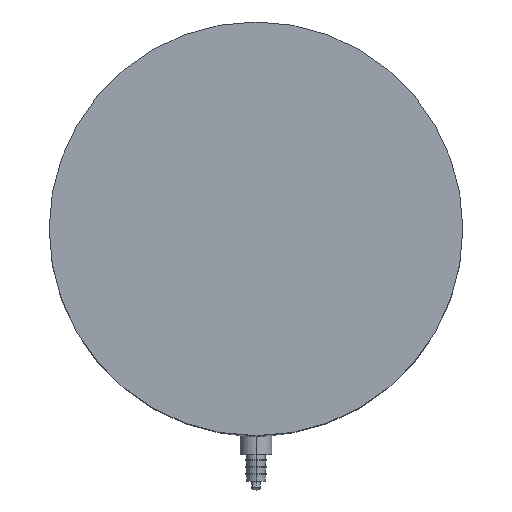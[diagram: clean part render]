
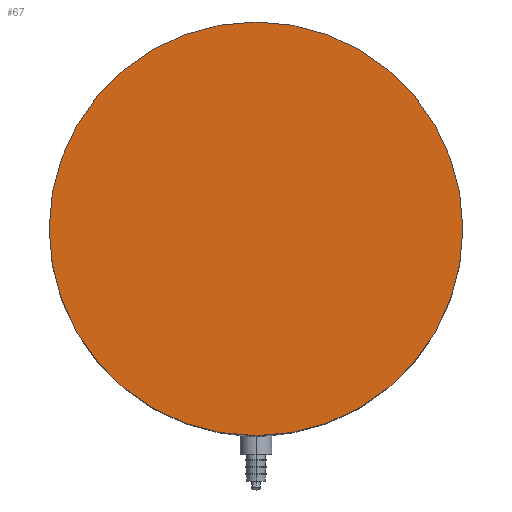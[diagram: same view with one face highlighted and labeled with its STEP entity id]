
A CAD part, top view. The second image highlights one B-rep face of the part: STEP entity #67.
In plain terms, the highlighted planar face has unit normal (0, 0, 1).
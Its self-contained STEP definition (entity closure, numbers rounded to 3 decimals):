
#39 = EDGE_CURVE ( 'NONE', #42, #62, #479, .T. ) ;
#41 = EDGE_CURVE ( 'NONE', #62, #42, #474, .T. ) ;
#42 = VERTEX_POINT ( 'NONE', #469 ) ;
#62 = VERTEX_POINT ( 'NONE', #502 ) ;
#67 = ADVANCED_FACE ( 'NONE', ( #491 ), #488, .T. ) ;
#68 = EDGE_LOOP ( 'NONE', ( #69, #70 ) ) ;
#69 = ORIENTED_EDGE ( 'NONE', *, *, #39, .T. ) ;
#70 = ORIENTED_EDGE ( 'NONE', *, *, #41, .T. ) ;
#469 = CARTESIAN_POINT ( 'NONE',  ( -124., 0., 200. ) ) ;
#470 = DIRECTION ( 'NONE',  ( 1., 0., 0. ) ) ;
#471 = DIRECTION ( 'NONE',  ( 0., 0., 1. ) ) ;
#472 = CARTESIAN_POINT ( 'NONE',  ( 0., 0., 200. ) ) ;
#473 = AXIS2_PLACEMENT_3D ( 'NONE', #472, #471, #470 ) ;
#474 = CIRCLE ( 'NONE', #473, 124. ) ;
#475 = DIRECTION ( 'NONE',  ( 1., 0., 0. ) ) ;
#476 = DIRECTION ( 'NONE',  ( 0., 0., 1. ) ) ;
#477 = CARTESIAN_POINT ( 'NONE',  ( 0., 0., 200. ) ) ;
#478 = AXIS2_PLACEMENT_3D ( 'NONE', #477, #476, #475 ) ;
#479 = CIRCLE ( 'NONE', #478, 124. ) ;
#488 = PLANE ( 'NONE',  #490 ) ;
#489 = CARTESIAN_POINT ( 'NONE',  ( 0., -272.941, 200. ) ) ;
#490 = AXIS2_PLACEMENT_3D ( 'NONE', #489, #521, #520 ) ;
#491 = FACE_OUTER_BOUND ( 'NONE', #68, .T. ) ;
#502 = CARTESIAN_POINT ( 'NONE',  ( 124., 0., 200. ) ) ;
#520 = DIRECTION ( 'NONE',  ( 1., 0., 0. ) ) ;
#521 = DIRECTION ( 'NONE',  ( 0., 0., 1. ) ) ;
